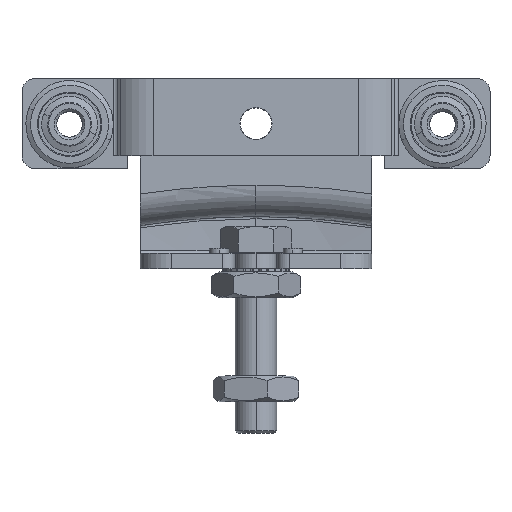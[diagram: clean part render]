
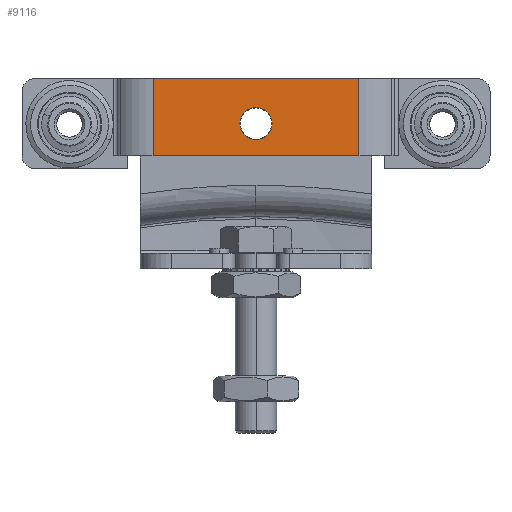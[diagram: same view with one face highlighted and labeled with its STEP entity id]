
A CAD part, top view. The second image highlights one B-rep face of the part: STEP entity #9116.
In plain terms, the highlighted planar face has unit normal (0, 0, 1).
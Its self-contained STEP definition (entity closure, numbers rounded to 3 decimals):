
#120 = EDGE_LOOP ( 'NONE', ( #14661, #16317, #17133, #12692 ) ) ;
#448 = ORIENTED_EDGE ( 'NONE', *, *, #13733, .T. ) ;
#554 = AXIS2_PLACEMENT_3D ( 'NONE', #17129, #7078, #10561 ) ;
#631 = VERTEX_POINT ( 'NONE', #15432 ) ;
#970 = VECTOR ( 'NONE', #5793, 1000. ) ;
#1479 = EDGE_CURVE ( 'NONE', #1853, #20207, #21769, .T. ) ;
#1587 = CARTESIAN_POINT ( 'NONE',  ( -12.787, 144.389, 142.197 ) ) ;
#1853 = VERTEX_POINT ( 'NONE', #15733 ) ;
#1974 = CARTESIAN_POINT ( 'NONE',  ( -20.243, 179.389, 142.197 ) ) ;
#2197 = DIRECTION ( 'NONE',  ( -1., 0., 0. ) ) ;
#4085 = CARTESIAN_POINT ( 'NONE',  ( 67.301, 144.389, 142.197 ) ) ;
#4974 = DIRECTION ( 'NONE',  ( 1., 0., 0. ) ) ;
#5502 = VECTOR ( 'NONE', #15049, 1000. ) ;
#5793 = DIRECTION ( 'NONE',  ( 0., 1., 0. ) ) ;
#5955 = CARTESIAN_POINT ( 'NONE',  ( 33.507, 161.889, 142.197 ) ) ;
#6194 = DIRECTION ( 'NONE',  ( 1., 0., 0. ) ) ;
#6278 = CARTESIAN_POINT ( 'NONE',  ( -20.243, 149.389, 142.197 ) ) ;
#7078 = DIRECTION ( 'NONE',  ( 0., 0., -1. ) ) ;
#7095 = DIRECTION ( 'NONE',  ( 0., 0., -1. ) ) ;
#7386 = VERTEX_POINT ( 'NONE', #5955 ) ;
#7578 = VECTOR ( 'NONE', #2197, 1000. ) ;
#7619 = VERTEX_POINT ( 'NONE', #10158 ) ;
#7974 = LINE ( 'NONE', #4085, #970 ) ;
#8294 = DIRECTION ( 'NONE',  ( 0., 0., -1. ) ) ;
#8805 = VERTEX_POINT ( 'NONE', #16544 ) ;
#9116 = ADVANCED_FACE ( 'NONE', ( #11273, #13947 ), #17350, .F. ) ;
#10158 = CARTESIAN_POINT ( 'NONE',  ( -12.787, 149.389, 142.197 ) ) ;
#10425 = DIRECTION ( 'NONE',  ( 1., 0., 0. ) ) ;
#10561 = DIRECTION ( 'NONE',  ( 1., 0., 0. ) ) ;
#11273 = FACE_BOUND ( 'NONE', #18075, .T. ) ;
#12336 = EDGE_CURVE ( 'NONE', #20207, #7619, #15454, .T. ) ;
#12337 = EDGE_CURVE ( 'NONE', #631, #7386, #13835, .T. ) ;
#12692 = ORIENTED_EDGE ( 'NONE', *, *, #12336, .T. ) ;
#13733 = EDGE_CURVE ( 'NONE', #7386, #631, #13794, .T. ) ;
#13794 = CIRCLE ( 'NONE', #19945, 6.25 ) ;
#13835 = CIRCLE ( 'NONE', #19775, 6.25 ) ;
#13947 = FACE_OUTER_BOUND ( 'NONE', #120, .T. ) ;
#14661 = ORIENTED_EDGE ( 'NONE', *, *, #19164, .T. ) ;
#15049 = DIRECTION ( 'NONE',  ( 0., -1., 0. ) ) ;
#15197 = CARTESIAN_POINT ( 'NONE',  ( 27.257, 161.889, 142.197 ) ) ;
#15432 = CARTESIAN_POINT ( 'NONE',  ( 21.007, 161.889, 142.197 ) ) ;
#15454 = LINE ( 'NONE', #1587, #5502 ) ;
#15733 = CARTESIAN_POINT ( 'NONE',  ( 67.301, 179.389, 142.197 ) ) ;
#16317 = ORIENTED_EDGE ( 'NONE', *, *, #20558, .T. ) ;
#16544 = CARTESIAN_POINT ( 'NONE',  ( 67.301, 149.389, 142.197 ) ) ;
#16548 = CARTESIAN_POINT ( 'NONE',  ( -12.787, 179.389, 142.197 ) ) ;
#16871 = VECTOR ( 'NONE', #6194, 1000. ) ;
#17129 = CARTESIAN_POINT ( 'NONE',  ( -20.243, 144.389, 142.197 ) ) ;
#17133 = ORIENTED_EDGE ( 'NONE', *, *, #1479, .T. ) ;
#17350 = PLANE ( 'NONE',  #554 ) ;
#18075 = EDGE_LOOP ( 'NONE', ( #448, #22161 ) ) ;
#19164 = EDGE_CURVE ( 'NONE', #7619, #8805, #21421, .T. ) ;
#19775 = AXIS2_PLACEMENT_3D ( 'NONE', #15197, #8294, #4974 ) ;
#19945 = AXIS2_PLACEMENT_3D ( 'NONE', #20869, #7095, #10425 ) ;
#20207 = VERTEX_POINT ( 'NONE', #16548 ) ;
#20558 = EDGE_CURVE ( 'NONE', #8805, #1853, #7974, .T. ) ;
#20869 = CARTESIAN_POINT ( 'NONE',  ( 27.257, 161.889, 142.197 ) ) ;
#21421 = LINE ( 'NONE', #6278, #16871 ) ;
#21769 = LINE ( 'NONE', #1974, #7578 ) ;
#22161 = ORIENTED_EDGE ( 'NONE', *, *, #12337, .T. ) ;
